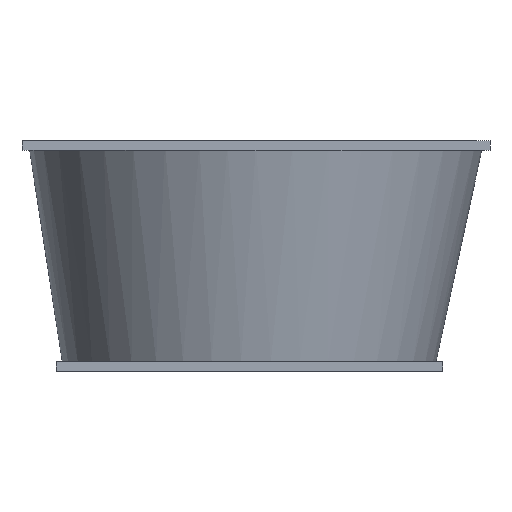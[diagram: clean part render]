
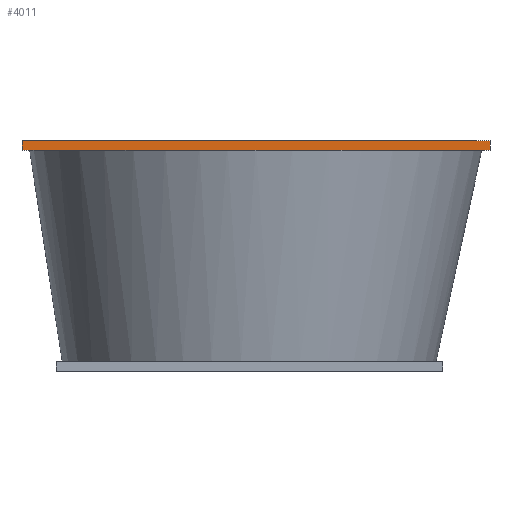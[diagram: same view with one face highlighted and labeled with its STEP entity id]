
A CAD part, left-side view. The second image highlights one B-rep face of the part: STEP entity #4011.
In plain terms, the highlighted planar face has unit normal (-1, 0, 0).
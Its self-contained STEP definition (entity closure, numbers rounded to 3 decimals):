
#2471=CARTESIAN_POINT('',(-22.,328.,67.));
#2472=VERTEX_POINT('',#2471);
#2487=CARTESIAN_POINT('',(-22.,472.,67.));
#2488=VERTEX_POINT('',#2487);
#2495=CARTESIAN_POINT('',(-22.,328.,67.));
#2496=DIRECTION('',(0.,1.,0.));
#2497=VECTOR('',#2496,144.);
#2498=LINE('',#2495,#2497);
#2499=EDGE_CURVE('',#2472,#2488,#2498,.T.);
#3981=CARTESIAN_POINT('',(-22.,400.,67.));
#3982=DIRECTION('',(-1.,0.,0.));
#3983=DIRECTION('',(0.,0.,1.));
#3984=AXIS2_PLACEMENT_3D('',#3981,#3982,#3983);
#3985=PLANE('',#3984);
#3986=CARTESIAN_POINT('',(-22.,328.,64.));
#3987=VERTEX_POINT('',#3986);
#3988=CARTESIAN_POINT('',(-22.,472.,64.));
#3989=VERTEX_POINT('',#3988);
#3990=CARTESIAN_POINT('',(-22.,328.,64.));
#3991=DIRECTION('',(0.,1.,0.));
#3992=VECTOR('',#3991,144.);
#3993=LINE('',#3990,#3992);
#3994=EDGE_CURVE('',#3987,#3989,#3993,.T.);
#3995=ORIENTED_EDGE('',*,*,#3994,.F.);
#3996=CARTESIAN_POINT('',(-22.,328.,67.));
#3997=DIRECTION('',(0.,0.,-1.));
#3998=VECTOR('',#3997,3.);
#3999=LINE('',#3996,#3998);
#4000=EDGE_CURVE('',#2472,#3987,#3999,.T.);
#4001=ORIENTED_EDGE('',*,*,#4000,.F.);
#4002=ORIENTED_EDGE('',*,*,#2499,.T.);
#4003=CARTESIAN_POINT('',(-22.,472.,67.));
#4004=DIRECTION('',(0.,0.,-1.));
#4005=VECTOR('',#4004,3.);
#4006=LINE('',#4003,#4005);
#4007=EDGE_CURVE('',#2488,#3989,#4006,.T.);
#4008=ORIENTED_EDGE('',*,*,#4007,.T.);
#4009=EDGE_LOOP('',(#3995,#4001,#4002,#4008));
#4010=FACE_BOUND('',#4009,.T.);
#4011=ADVANCED_FACE('',(#4010),#3985,.T.);
